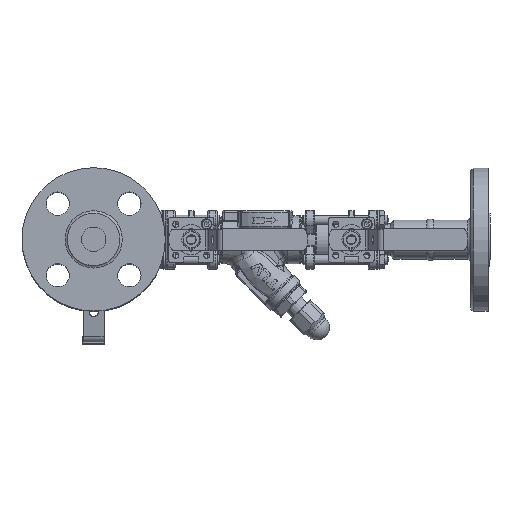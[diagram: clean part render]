
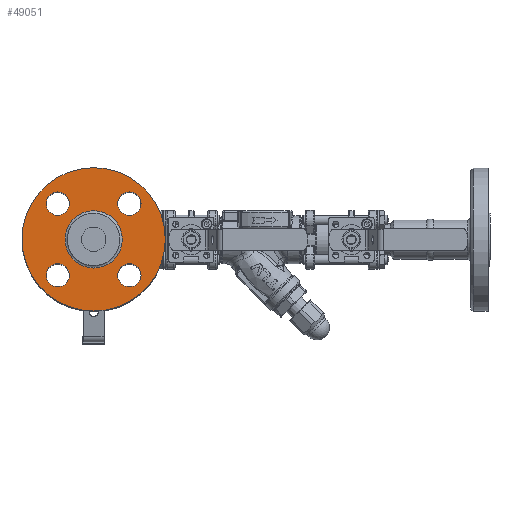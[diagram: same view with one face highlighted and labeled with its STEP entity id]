
A CAD part, top view. The second image highlights one B-rep face of the part: STEP entity #49051.
In plain terms, the highlighted planar face has unit normal (0, 0, 1).
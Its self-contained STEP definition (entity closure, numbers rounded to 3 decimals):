
#9028=FACE_BOUND('',#16363,.T.);
#9029=FACE_BOUND('',#16364,.T.);
#9030=FACE_BOUND('',#16365,.T.);
#9031=FACE_BOUND('',#16366,.T.);
#9032=FACE_BOUND('',#16367,.T.);
#9683=PLANE('',#53621);
#13147=FACE_OUTER_BOUND('',#16362,.T.);
#16362=EDGE_LOOP('',(#40361));
#16363=EDGE_LOOP('',(#40362));
#16364=EDGE_LOOP('',(#40363));
#16365=EDGE_LOOP('',(#40364));
#16366=EDGE_LOOP('',(#40365));
#16367=EDGE_LOOP('',(#40366));
#19463=CIRCLE('',#53606,58.5);
#19465=CIRCLE('',#53610,9.5);
#19467=CIRCLE('',#53613,9.5);
#19469=CIRCLE('',#53616,9.5);
#19471=CIRCLE('',#53619,9.5);
#19473=CIRCLE('',#53622,23.386);
#22939=VERTEX_POINT('',#88340);
#22941=VERTEX_POINT('',#88348);
#22943=VERTEX_POINT('',#88354);
#22945=VERTEX_POINT('',#88360);
#22947=VERTEX_POINT('',#88366);
#22949=VERTEX_POINT('',#88372);
#29025=EDGE_CURVE('',#22939,#22939,#19463,.T.);
#29028=EDGE_CURVE('',#22941,#22941,#19465,.T.);
#29031=EDGE_CURVE('',#22943,#22943,#19467,.T.);
#29034=EDGE_CURVE('',#22945,#22945,#19469,.T.);
#29037=EDGE_CURVE('',#22947,#22947,#19471,.T.);
#29040=EDGE_CURVE('',#22949,#22949,#19473,.T.);
#40361=ORIENTED_EDGE('',*,*,#29025,.F.);
#40362=ORIENTED_EDGE('',*,*,#29028,.T.);
#40363=ORIENTED_EDGE('',*,*,#29031,.T.);
#40364=ORIENTED_EDGE('',*,*,#29034,.T.);
#40365=ORIENTED_EDGE('',*,*,#29037,.T.);
#40366=ORIENTED_EDGE('',*,*,#29040,.F.);
#49051=ADVANCED_FACE('',(#13147,#9028,#9029,#9030,#9031,#9032),#9683,.F.);
#53606=AXIS2_PLACEMENT_3D('',#88342,#63732,#63733);
#53610=AXIS2_PLACEMENT_3D('',#88349,#63741,#63742);
#53613=AXIS2_PLACEMENT_3D('',#88355,#63748,#63749);
#53616=AXIS2_PLACEMENT_3D('',#88361,#63755,#63756);
#53619=AXIS2_PLACEMENT_3D('',#88367,#63762,#63763);
#53621=AXIS2_PLACEMENT_3D('',#88371,#63767,#63768);
#53622=AXIS2_PLACEMENT_3D('',#88373,#63769,#63770);
#63732=DIRECTION('center_axis',(0.,0.,
-1.));
#63733=DIRECTION('ref_axis',(1.,0.,0.));
#63741=DIRECTION('center_axis',(0.,0.,
-1.));
#63742=DIRECTION('ref_axis',(-1.,0.,0.));
#63748=DIRECTION('center_axis',(0.,0.,
-1.));
#63749=DIRECTION('ref_axis',(0.,1.,0.));
#63755=DIRECTION('center_axis',(0.,0.,
-1.));
#63756=DIRECTION('ref_axis',(1.,0.,0.));
#63762=DIRECTION('center_axis',(0.,0.,
-1.));
#63763=DIRECTION('ref_axis',(0.,-1.,0.));
#63767=DIRECTION('center_axis',(0.,0.,
-1.));
#63768=DIRECTION('ref_axis',(1.,0.,0.));
#63769=DIRECTION('center_axis',(0.,0.,
1.));
#63770=DIRECTION('ref_axis',(-1.,0.,0.));
#88340=CARTESIAN_POINT('',(-203.536,18.833,200.983));
#88342=CARTESIAN_POINT('Origin',(-145.036,18.833,200.983));
#88348=CARTESIAN_POINT('',(-164.739,-10.371,200.983));
#88349=CARTESIAN_POINT('Origin',(-174.239,-10.371,200.983));
#88354=CARTESIAN_POINT('',(-174.239,38.536,200.983));
#88355=CARTESIAN_POINT('Origin',(-174.239,48.036,200.983));
#88360=CARTESIAN_POINT('',(-125.332,48.036,200.983));
#88361=CARTESIAN_POINT('Origin',(-115.832,48.036,200.983));
#88366=CARTESIAN_POINT('',(-115.832,-0.871,200.983));
#88367=CARTESIAN_POINT('Origin',(-115.832,-10.371,200.983));
#88371=CARTESIAN_POINT('Origin',(-145.036,18.833,200.983));
#88372=CARTESIAN_POINT('',(-121.649,18.833,200.983));
#88373=CARTESIAN_POINT('Origin',(-145.036,18.833,200.983));
